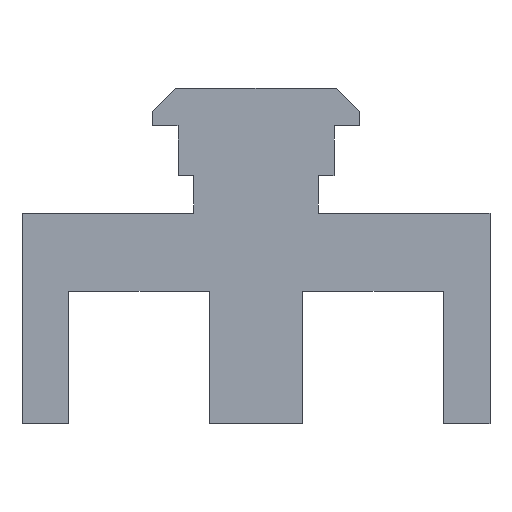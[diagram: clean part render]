
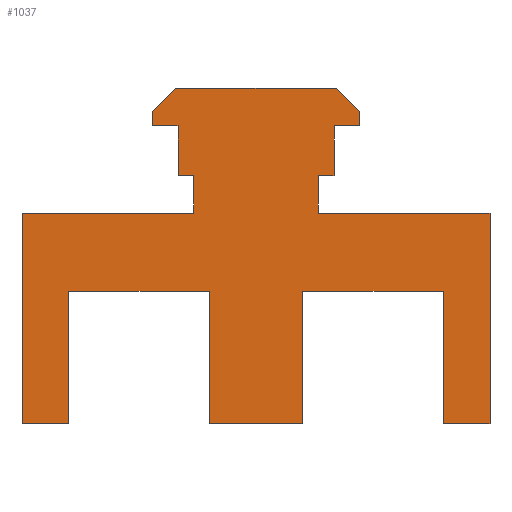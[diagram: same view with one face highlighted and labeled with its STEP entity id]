
A CAD part, front view. The second image highlights one B-rep face of the part: STEP entity #1037.
In plain terms, the highlighted planar face has unit normal (0, -1, 0).
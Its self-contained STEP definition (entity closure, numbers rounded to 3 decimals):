
#327=DIRECTION('',(0.,0.,1.));
#328=VECTOR('',#327,8.5);
#329=CARTESIAN_POINT('',(-3.,0.,-13.5));
#330=LINE('',#329,#328);
#335=DIRECTION('',(-1.,0.,0.));
#336=VECTOR('',#335,9.);
#337=CARTESIAN_POINT('',(-3.,0.,-5.));
#338=LINE('',#337,#336);
#342=DIRECTION('',(0.,0.,-1.));
#343=VECTOR('',#342,8.5);
#344=CARTESIAN_POINT('',(-12.,0.,-5.));
#345=LINE('',#344,#343);
#349=DIRECTION('',(-1.,0.,0.));
#350=VECTOR('',#349,3.);
#351=CARTESIAN_POINT('',(-12.,0.,-13.5));
#352=LINE('',#351,#350);
#356=DIRECTION('',(0.,0.,1.));
#357=VECTOR('',#356,13.5);
#358=CARTESIAN_POINT('',(-15.,0.,-13.5));
#359=LINE('',#358,#357);
#363=DIRECTION('',(1.,0.,0.));
#364=VECTOR('',#363,11.);
#365=CARTESIAN_POINT('',(-15.,0.,0.));
#366=LINE('',#365,#364);
#370=DIRECTION('',(0.,0.,1.));
#371=VECTOR('',#370,2.4);
#372=CARTESIAN_POINT('',(-4.,0.,0.));
#373=LINE('',#372,#371);
#377=DIRECTION('',(-1.,0.,0.));
#378=VECTOR('',#377,1.);
#379=CARTESIAN_POINT('',(-4.,0.,2.4));
#380=LINE('',#379,#378);
#384=DIRECTION('',(0.,0.,1.));
#385=VECTOR('',#384,3.2);
#386=CARTESIAN_POINT('',(-5.,0.,2.4));
#387=LINE('',#386,#385);
#391=DIRECTION('',(-1.,0.,0.));
#392=VECTOR('',#391,1.65);
#393=CARTESIAN_POINT('',(-5.,0.,5.6));
#394=LINE('',#393,#392);
#398=DIRECTION('',(0.,0.,1.));
#399=VECTOR('',#398,0.9);
#400=CARTESIAN_POINT('',(-6.65,0.,5.6));
#401=LINE('',#400,#399);
#405=DIRECTION('',(0.707,0.,0.707));
#406=VECTOR('',#405,2.121);
#407=CARTESIAN_POINT('',(-6.65,0.,6.5));
#408=LINE('',#407,#406);
#412=DIRECTION('',(1.,0.,0.));
#413=VECTOR('',#412,10.3);
#414=CARTESIAN_POINT('',(-5.15,0.,8.));
#415=LINE('',#414,#413);
#419=DIRECTION('',(0.707,0.,-0.707));
#420=VECTOR('',#419,2.121);
#421=CARTESIAN_POINT('',(5.15,0.,8.));
#422=LINE('',#421,#420);
#426=DIRECTION('',(0.,0.,-1.));
#427=VECTOR('',#426,0.9);
#428=CARTESIAN_POINT('',(6.65,0.,6.5));
#429=LINE('',#428,#427);
#433=DIRECTION('',(-1.,0.,0.));
#434=VECTOR('',#433,1.65);
#435=CARTESIAN_POINT('',(6.65,0.,5.6));
#436=LINE('',#435,#434);
#440=DIRECTION('',(0.,0.,-1.));
#441=VECTOR('',#440,3.2);
#442=CARTESIAN_POINT('',(5.,0.,5.6));
#443=LINE('',#442,#441);
#447=DIRECTION('',(-1.,0.,0.));
#448=VECTOR('',#447,1.);
#449=CARTESIAN_POINT('',(5.,0.,2.4));
#450=LINE('',#449,#448);
#454=DIRECTION('',(0.,0.,-1.));
#455=VECTOR('',#454,2.4);
#456=CARTESIAN_POINT('',(4.,0.,2.4));
#457=LINE('',#456,#455);
#461=DIRECTION('',(1.,0.,0.));
#462=VECTOR('',#461,11.);
#463=CARTESIAN_POINT('',(4.,0.,0.));
#464=LINE('',#463,#462);
#468=DIRECTION('',(0.,0.,-1.));
#469=VECTOR('',#468,13.5);
#470=CARTESIAN_POINT('',(15.,0.,0.));
#471=LINE('',#470,#469);
#475=DIRECTION('',(-1.,0.,0.));
#476=VECTOR('',#475,3.);
#477=CARTESIAN_POINT('',(15.,0.,-13.5));
#478=LINE('',#477,#476);
#482=DIRECTION('',(0.,0.,1.));
#483=VECTOR('',#482,8.5);
#484=CARTESIAN_POINT('',(12.,0.,-13.5));
#485=LINE('',#484,#483);
#489=DIRECTION('',(-1.,0.,0.));
#490=VECTOR('',#489,9.);
#491=CARTESIAN_POINT('',(12.,0.,-5.));
#492=LINE('',#491,#490);
#496=DIRECTION('',(0.,0.,-1.));
#497=VECTOR('',#496,8.5);
#498=CARTESIAN_POINT('',(3.,0.,-5.));
#499=LINE('',#498,#497);
#503=DIRECTION('',(-1.,0.,0.));
#504=VECTOR('',#503,6.);
#505=CARTESIAN_POINT('',(3.,0.,-13.5));
#506=LINE('',#505,#504);
#874=CARTESIAN_POINT('',(-3.,0.,-13.5));
#875=CARTESIAN_POINT('',(-3.,0.,-5.));
#876=VERTEX_POINT('',#874);
#877=VERTEX_POINT('',#875);
#878=CARTESIAN_POINT('',(-12.,0.,-5.));
#879=VERTEX_POINT('',#878);
#880=CARTESIAN_POINT('',(-12.,0.,-13.5));
#881=VERTEX_POINT('',#880);
#882=CARTESIAN_POINT('',(-15.,0.,-13.5));
#883=VERTEX_POINT('',#882);
#884=CARTESIAN_POINT('',(-15.,0.,0.));
#885=VERTEX_POINT('',#884);
#886=CARTESIAN_POINT('',(-4.,0.,0.));
#887=VERTEX_POINT('',#886);
#888=CARTESIAN_POINT('',(4.,0.,0.));
#889=CARTESIAN_POINT('',(15.,0.,0.));
#890=VERTEX_POINT('',#888);
#891=VERTEX_POINT('',#889);
#892=CARTESIAN_POINT('',(15.,0.,-13.5));
#893=VERTEX_POINT('',#892);
#894=CARTESIAN_POINT('',(12.,0.,-13.5));
#895=VERTEX_POINT('',#894);
#896=CARTESIAN_POINT('',(12.,0.,-5.));
#897=VERTEX_POINT('',#896);
#898=CARTESIAN_POINT('',(3.,0.,-5.));
#899=VERTEX_POINT('',#898);
#900=CARTESIAN_POINT('',(3.,0.,-13.5));
#901=VERTEX_POINT('',#900);
#930=CARTESIAN_POINT('',(-4.,0.,2.4));
#931=VERTEX_POINT('',#930);
#932=CARTESIAN_POINT('',(-5.,0.,2.4));
#933=VERTEX_POINT('',#932);
#934=CARTESIAN_POINT('',(-5.,0.,5.6));
#935=VERTEX_POINT('',#934);
#936=CARTESIAN_POINT('',(-6.65,0.,5.6));
#937=VERTEX_POINT('',#936);
#938=CARTESIAN_POINT('',(-6.65,0.,6.5));
#939=VERTEX_POINT('',#938);
#940=CARTESIAN_POINT('',(-5.15,0.,8.));
#941=VERTEX_POINT('',#940);
#942=CARTESIAN_POINT('',(5.15,0.,8.));
#943=VERTEX_POINT('',#942);
#944=CARTESIAN_POINT('',(6.65,0.,6.5));
#945=VERTEX_POINT('',#944);
#946=CARTESIAN_POINT('',(6.65,0.,5.6));
#947=VERTEX_POINT('',#946);
#948=CARTESIAN_POINT('',(5.,0.,5.6));
#949=VERTEX_POINT('',#948);
#950=CARTESIAN_POINT('',(5.,0.,2.4));
#951=VERTEX_POINT('',#950);
#952=CARTESIAN_POINT('',(4.,0.,2.4));
#953=VERTEX_POINT('',#952);
#978=CARTESIAN_POINT('',(0.,0.,0.));
#979=DIRECTION('',(0.,1.,0.));
#980=DIRECTION('',(1.,0.,0.));
#981=AXIS2_PLACEMENT_3D('',#978,#979,#980);
#982=PLANE('',#981);
#984=ORIENTED_EDGE('',*,*,#983,.T.);
#986=ORIENTED_EDGE('',*,*,#985,.T.);
#988=ORIENTED_EDGE('',*,*,#987,.T.);
#990=ORIENTED_EDGE('',*,*,#989,.T.);
#992=ORIENTED_EDGE('',*,*,#991,.T.);
#994=ORIENTED_EDGE('',*,*,#993,.T.);
#996=ORIENTED_EDGE('',*,*,#995,.T.);
#998=ORIENTED_EDGE('',*,*,#997,.T.);
#1000=ORIENTED_EDGE('',*,*,#999,.T.);
#1002=ORIENTED_EDGE('',*,*,#1001,.T.);
#1004=ORIENTED_EDGE('',*,*,#1003,.T.);
#1006=ORIENTED_EDGE('',*,*,#1005,.T.);
#1008=ORIENTED_EDGE('',*,*,#1007,.T.);
#1010=ORIENTED_EDGE('',*,*,#1009,.T.);
#1012=ORIENTED_EDGE('',*,*,#1011,.T.);
#1014=ORIENTED_EDGE('',*,*,#1013,.T.);
#1016=ORIENTED_EDGE('',*,*,#1015,.T.);
#1018=ORIENTED_EDGE('',*,*,#1017,.T.);
#1020=ORIENTED_EDGE('',*,*,#1019,.T.);
#1022=ORIENTED_EDGE('',*,*,#1021,.T.);
#1024=ORIENTED_EDGE('',*,*,#1023,.T.);
#1026=ORIENTED_EDGE('',*,*,#1025,.T.);
#1028=ORIENTED_EDGE('',*,*,#1027,.T.);
#1030=ORIENTED_EDGE('',*,*,#1029,.T.);
#1032=ORIENTED_EDGE('',*,*,#1031,.T.);
#1034=ORIENTED_EDGE('',*,*,#1033,.T.);
#1035=EDGE_LOOP('',(#984,#986,#988,#990,#992,#994,#996,#998,#1000,#1002,#1004,
#1006,#1008,#1010,#1012,#1014,#1016,#1018,#1020,#1022,#1024,#1026,#1028,#1030,
#1032,#1034));
#1036=FACE_OUTER_BOUND('',#1035,.F.);
#983=EDGE_CURVE('',#876,#877,#330,.T.);
#985=EDGE_CURVE('',#877,#879,#338,.T.);
#987=EDGE_CURVE('',#879,#881,#345,.T.);
#989=EDGE_CURVE('',#881,#883,#352,.T.);
#991=EDGE_CURVE('',#883,#885,#359,.T.);
#993=EDGE_CURVE('',#885,#887,#366,.T.);
#995=EDGE_CURVE('',#887,#931,#373,.T.);
#997=EDGE_CURVE('',#931,#933,#380,.T.);
#999=EDGE_CURVE('',#933,#935,#387,.T.);
#1001=EDGE_CURVE('',#935,#937,#394,.T.);
#1003=EDGE_CURVE('',#937,#939,#401,.T.);
#1005=EDGE_CURVE('',#939,#941,#408,.T.);
#1007=EDGE_CURVE('',#941,#943,#415,.T.);
#1009=EDGE_CURVE('',#943,#945,#422,.T.);
#1011=EDGE_CURVE('',#945,#947,#429,.T.);
#1013=EDGE_CURVE('',#947,#949,#436,.T.);
#1015=EDGE_CURVE('',#949,#951,#443,.T.);
#1017=EDGE_CURVE('',#951,#953,#450,.T.);
#1019=EDGE_CURVE('',#953,#890,#457,.T.);
#1021=EDGE_CURVE('',#890,#891,#464,.T.);
#1023=EDGE_CURVE('',#891,#893,#471,.T.);
#1025=EDGE_CURVE('',#893,#895,#478,.T.);
#1027=EDGE_CURVE('',#895,#897,#485,.T.);
#1029=EDGE_CURVE('',#897,#899,#492,.T.);
#1031=EDGE_CURVE('',#899,#901,#499,.T.);
#1033=EDGE_CURVE('',#901,#876,#506,.T.);
#1037=ADVANCED_FACE('',(#1036),#982,.F.);
